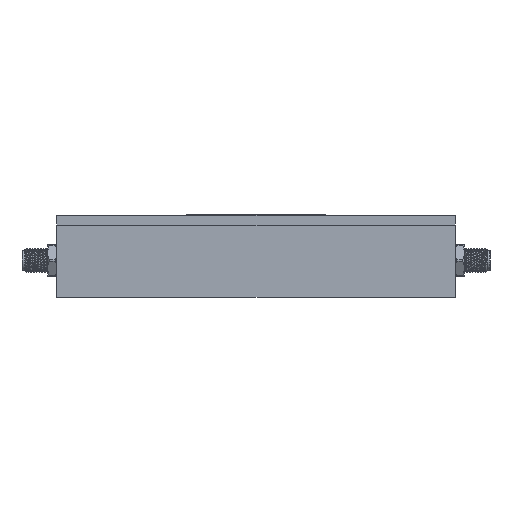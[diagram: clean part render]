
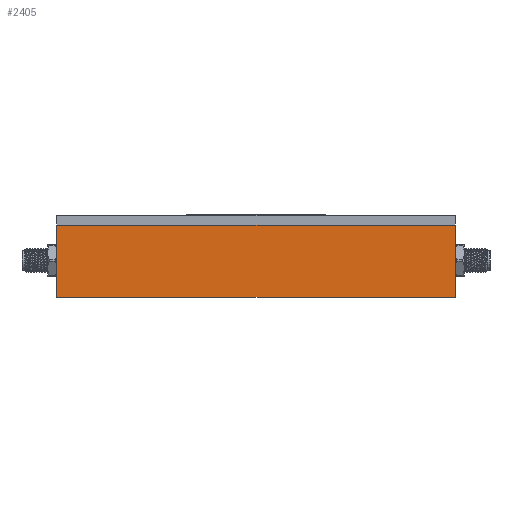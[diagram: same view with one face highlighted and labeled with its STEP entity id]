
A CAD part, left-side view. The second image highlights one B-rep face of the part: STEP entity #2405.
In plain terms, the highlighted planar face has unit normal (-1, 0, 0).
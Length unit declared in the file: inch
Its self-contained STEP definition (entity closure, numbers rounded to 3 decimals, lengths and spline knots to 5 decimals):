
#131 = ORIENTED_EDGE ( 'NONE', *, *, #18117, .T. ) ;
#1382 = DIRECTION ( 'NONE',  ( 1., 0., 0. ) ) ;
#1609 = PLANE ( 'NONE',  #23391 ) ;
#2405 = ADVANCED_FACE ( 'NONE', ( #8623 ), #1609, .F. ) ;
#3308 = CARTESIAN_POINT ( 'NONE',  ( -4.17323, 2.00787, 0.31339 ) ) ;
#4408 = CARTESIAN_POINT ( 'NONE',  ( -4.17323, -2.00787, -0.41339 ) ) ;
#4997 = VECTOR ( 'NONE', #8408, 39.37008 ) ;
#6305 = ORIENTED_EDGE ( 'NONE', *, *, #24694, .F. ) ;
#8408 = DIRECTION ( 'NONE',  ( 0., -1., 0. ) ) ;
#8623 = FACE_OUTER_BOUND ( 'NONE', #8689, .T. ) ;
#8689 = EDGE_LOOP ( 'NONE', ( #16472, #12226, #131, #6305 ) ) ;
#11100 = VERTEX_POINT ( 'NONE', #3308 ) ;
#11390 = CARTESIAN_POINT ( 'NONE',  ( -4.17323, -2.00787, -0.41339 ) ) ;
#11899 = DIRECTION ( 'NONE',  ( 0., 0., -1. ) ) ;
#12048 = VERTEX_POINT ( 'NONE', #31858 ) ;
#12226 = ORIENTED_EDGE ( 'NONE', *, *, #34297, .T. ) ;
#14081 = VERTEX_POINT ( 'NONE', #11390 ) ;
#14831 = DIRECTION ( 'NONE',  ( 0., 0., -1. ) ) ;
#16472 = ORIENTED_EDGE ( 'NONE', *, *, #32978, .F. ) ;
#17883 = VERTEX_POINT ( 'NONE', #18925 ) ;
#18117 = EDGE_CURVE ( 'NONE', #17883, #14081, #26784, .T. ) ;
#18925 = CARTESIAN_POINT ( 'NONE',  ( -4.17323, 2.00787, -0.41339 ) ) ;
#19252 = VECTOR ( 'NONE', #31431, 39.37008 ) ;
#19610 = LINE ( 'NONE', #22895, #33008 ) ;
#21739 = LINE ( 'NONE', #30547, #4997 ) ;
#22556 = DIRECTION ( 'NONE',  ( 0., 0., -1. ) ) ;
#22895 = CARTESIAN_POINT ( 'NONE',  ( -4.17323, 2.00787, 0.41339 ) ) ;
#23391 = AXIS2_PLACEMENT_3D ( 'NONE', #25684, #1382, #14831 ) ;
#24694 = EDGE_CURVE ( 'NONE', #12048, #14081, #32600, .T. ) ;
#25684 = CARTESIAN_POINT ( 'NONE',  ( -4.17323, -2.00787, 0.41339 ) ) ;
#26784 = LINE ( 'NONE', #4408, #19252 ) ;
#26886 = CARTESIAN_POINT ( 'NONE',  ( -4.17323, -2.00787, 0.41339 ) ) ;
#30547 = CARTESIAN_POINT ( 'NONE',  ( -4.17323, -2.00787, 0.31339 ) ) ;
#31431 = DIRECTION ( 'NONE',  ( 0., -1., 0. ) ) ;
#31858 = CARTESIAN_POINT ( 'NONE',  ( -4.17323, -2.00787, 0.31339 ) ) ;
#32600 = LINE ( 'NONE', #26886, #34285 ) ;
#32978 = EDGE_CURVE ( 'NONE', #11100, #12048, #21739, .T. ) ;
#33008 = VECTOR ( 'NONE', #22556, 39.37008 ) ;
#34285 = VECTOR ( 'NONE', #11899, 39.37008 ) ;
#34297 = EDGE_CURVE ( 'NONE', #11100, #17883, #19610, .T. ) ;
